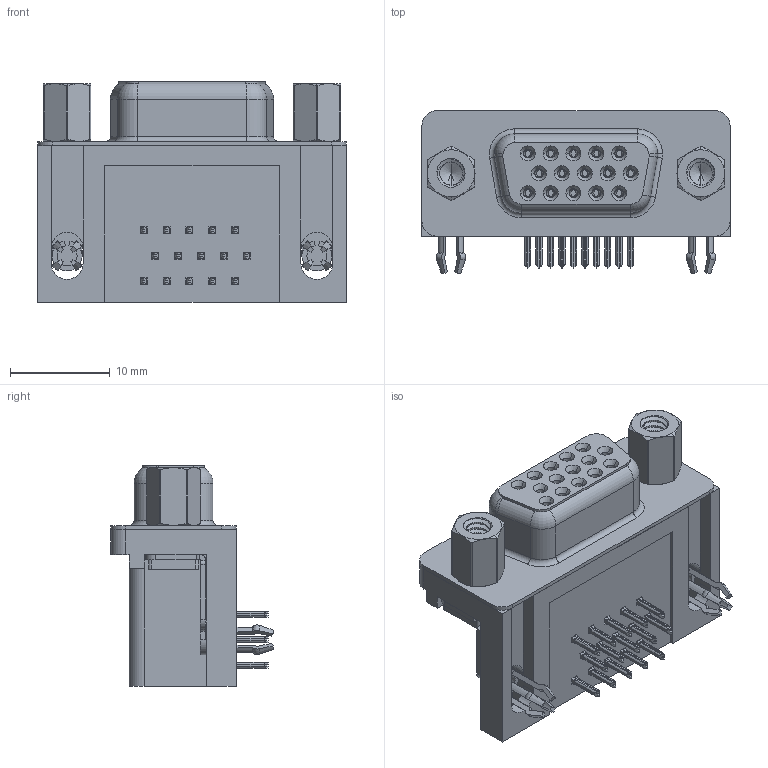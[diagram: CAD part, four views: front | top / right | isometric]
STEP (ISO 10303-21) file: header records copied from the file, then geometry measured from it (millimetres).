
FILE_DESCRIPTION (( 'STEP AP203' ), '1' );
FILE_NAME ('634-015-263-553.STEP', '2018-08-17T19:32:30', ( '' ), ( '' ), 'SwSTEP 2.0', 'SolidWorks 2016', '' );
FILE_SCHEMA (( 'CONFIG_CONTROL_DESIGN' ));
Length unit declared in the file: millimetre
Products named in the file (9): 4-40 Hex Standoff; 634-015-263-553; 634 Housing; 634 Shell; Contact Bottom; Contact Middle; 4-40 Threaded Rivet; Contact Top; 4 Prong Board Lock
Assembly tree (23 placements, depth 2):
  634-015-263-553
    634 Housing
    634 Shell
    Contact Bottom  x5
    Contact Middle  x5
    Contact Top  x5
    4 Prong Board Lock  x2
    4-40 Threaded Rivet  x2
    4-40 Hex Standoff  x2
Bounding box: 30.89 x 16.25 x 22.1 mm (x, y, z)
Volume: 4765.1 mm3; surface area: 7028.6 mm2
Topology: 23 solids, 23 shells, 2661 faces, 7046 edges, 4448 vertices
Faces by surface type: plane 1130, cylinder 669, bspline 538, cone 254, torus 70
Entity records: 38129 total; most frequent: CARTESIAN_POINT 14628, ORIENTED_EDGE 4894, DIRECTION 4202, EDGE_CURVE 2447, VERTEX_POINT 1562, VECTOR 1408, LINE 1408, AXIS2_PLACEMENT_3D 1397
